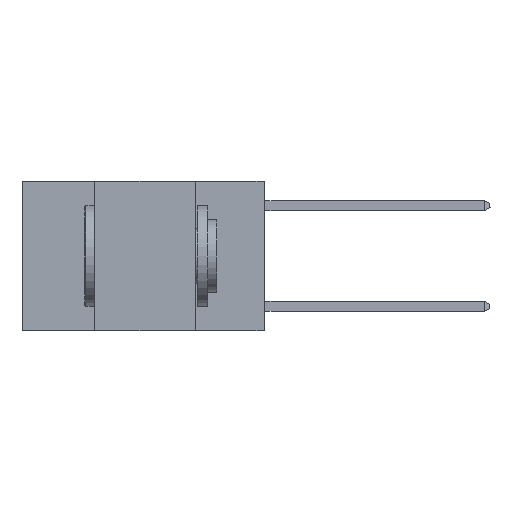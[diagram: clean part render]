
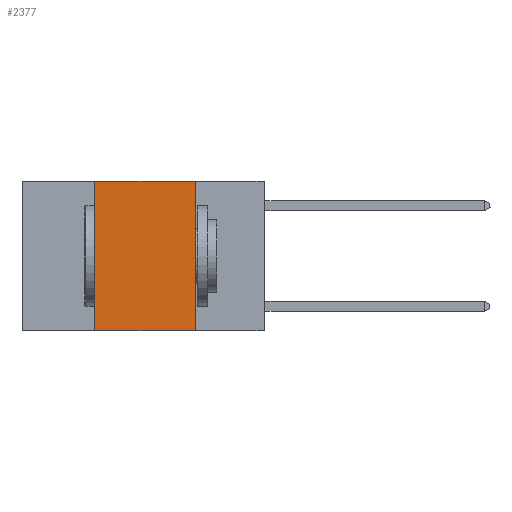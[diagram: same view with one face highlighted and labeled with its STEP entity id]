
A CAD part, left-side view. The second image highlights one B-rep face of the part: STEP entity #2377.
In plain terms, the highlighted planar face has unit normal (-1, 0, 0).
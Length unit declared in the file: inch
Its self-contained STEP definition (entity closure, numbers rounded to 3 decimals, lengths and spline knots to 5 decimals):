
#616 = ORIENTED_EDGE ( 'NONE', *, *, #13863, .T. ) ;
#1322 = EDGE_LOOP ( 'NONE', ( #8711, #10547, #10529, #616 ) ) ;
#1518 = CARTESIAN_POINT ( 'NONE',  ( 0., 0.42, -0.37 ) ) ;
#1598 = DIRECTION ( 'NONE',  ( 0., 0., 1. ) ) ;
#1694 = CARTESIAN_POINT ( 'NONE',  ( 0., 0.17, -0.37 ) ) ;
#1954 = CARTESIAN_POINT ( 'NONE',  ( 0., 0.6, -0.37 ) ) ;
#1992 = VECTOR ( 'NONE', #2318, 39.37008 ) ;
#2109 = CARTESIAN_POINT ( 'NONE',  ( 0., 0.6, 0. ) ) ;
#2318 = DIRECTION ( 'NONE',  ( 0., -1., 0. ) ) ;
#2377 = ADVANCED_FACE ( 'NONE', ( #12514 ), #6304, .F. ) ;
#2771 = VECTOR ( 'NONE', #3175, 39.37008 ) ;
#2906 = EDGE_CURVE ( 'NONE', #6986, #13892, #5753, .T. ) ;
#3175 = DIRECTION ( 'NONE',  ( 0., -1., 0. ) ) ;
#5376 = DIRECTION ( 'NONE',  ( 0., 0., -1. ) ) ;
#5522 = CARTESIAN_POINT ( 'NONE',  ( 0., 0.42, 0. ) ) ;
#5663 = DIRECTION ( 'NONE',  ( 1., 0., 0. ) ) ;
#5692 = CARTESIAN_POINT ( 'NONE',  ( 0., 0.6, 0. ) ) ;
#5753 = LINE ( 'NONE', #2109, #1992 ) ;
#6304 = PLANE ( 'NONE',  #9137 ) ;
#6986 = VERTEX_POINT ( 'NONE', #5522 ) ;
#7284 = LINE ( 'NONE', #9256, #13630 ) ;
#8711 = ORIENTED_EDGE ( 'NONE', *, *, #9304, .F. ) ;
#9137 = AXIS2_PLACEMENT_3D ( 'NONE', #5692, #5663, #5376 ) ;
#9256 = CARTESIAN_POINT ( 'NONE',  ( 0., 0.17, 0. ) ) ;
#9304 = EDGE_CURVE ( 'NONE', #13892, #14405, #7284, .T. ) ;
#10162 = LINE ( 'NONE', #15447, #13135 ) ;
#10320 = LINE ( 'NONE', #1954, #2771 ) ;
#10498 = DIRECTION ( 'NONE',  ( 0., 0., -1. ) ) ;
#10529 = ORIENTED_EDGE ( 'NONE', *, *, #12708, .F. ) ;
#10547 = ORIENTED_EDGE ( 'NONE', *, *, #2906, .F. ) ;
#12136 = CARTESIAN_POINT ( 'NONE',  ( 0., 0.17, 0. ) ) ;
#12514 = FACE_OUTER_BOUND ( 'NONE', #1322, .T. ) ;
#12708 = EDGE_CURVE ( 'NONE', #14333, #6986, #10162, .T. ) ;
#13135 = VECTOR ( 'NONE', #1598, 39.37008 ) ;
#13630 = VECTOR ( 'NONE', #10498, 39.37008 ) ;
#13863 = EDGE_CURVE ( 'NONE', #14333, #14405, #10320, .T. ) ;
#13892 = VERTEX_POINT ( 'NONE', #12136 ) ;
#14333 = VERTEX_POINT ( 'NONE', #1518 ) ;
#14405 = VERTEX_POINT ( 'NONE', #1694 ) ;
#15447 = CARTESIAN_POINT ( 'NONE',  ( 0., 0.42, 0. ) ) ;
